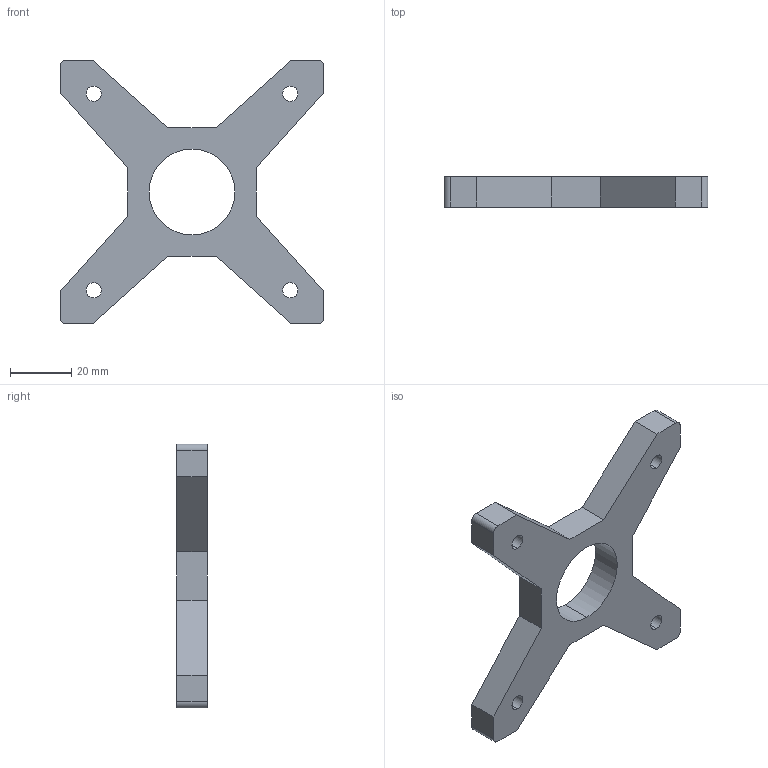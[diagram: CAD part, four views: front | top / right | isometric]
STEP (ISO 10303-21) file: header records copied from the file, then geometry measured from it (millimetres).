
FILE_DESCRIPTION (( 'STEP AP203' ), '1' );
FILE_NAME ('ﾏﾃﾒ.1.25.003.002^ﾏﾃﾒ.1.25.003_ﾏﾃﾒ1.25.STEP', '2020-07-07T06:36:16', ( '' ), ( '' ), 'SwSTEP 2.0', 'SolidWorks 2018', '' );
FILE_SCHEMA (( 'CONFIG_CONTROL_DESIGN' ));
Length unit declared in the file: millimetre
Products named in the file (1): ﾏﾃﾒ.1.25.003.002^ﾏﾃﾒ.1.25.003_ﾏﾃﾒ1.25
Bounding box: 86 x 10 x 86 mm (x, y, z)
Volume: 30998.1 mm3; surface area: 12118.7 mm2
Topology: 1 solids, 1 shells, 48 faces, 126 edges, 84 vertices
Faces by surface type: plane 26, cylinder 22
Entity records: 1591 total; most frequent: DIRECTION 268, CARTESIAN_POINT 259, ORIENTED_EDGE 252, EDGE_CURVE 126, AXIS2_PLACEMENT_3D 93, VERTEX_POINT 84, VECTOR 82, LINE 82
